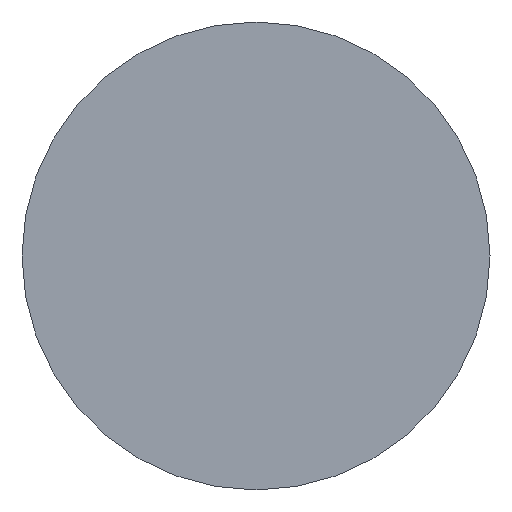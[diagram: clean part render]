
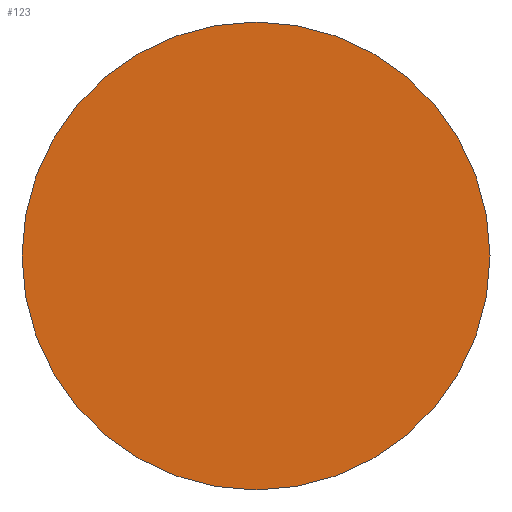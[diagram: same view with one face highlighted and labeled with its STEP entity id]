
A CAD part, left-side view. The second image highlights one B-rep face of the part: STEP entity #123.
In plain terms, the highlighted planar face has unit normal (-1, 0, 0).
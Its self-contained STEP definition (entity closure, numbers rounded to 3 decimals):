
#4 = AXIS2_PLACEMENT_3D ( 'NONE', #64, #78, #158 ) ;
#12 = CIRCLE ( 'NONE', #4, 5. ) ;
#14 = EDGE_CURVE ( 'NONE', #146, #37, #12, .T. ) ;
#20 = PLANE ( 'NONE',  #53 ) ;
#27 = CARTESIAN_POINT ( 'NONE',  ( 692.064, 238.275, 0. ) ) ;
#37 = VERTEX_POINT ( 'NONE', #27 ) ;
#45 = CARTESIAN_POINT ( 'NONE',  ( 692.064, 248.275, 0. ) ) ;
#53 = AXIS2_PLACEMENT_3D ( 'NONE', #126, #56, #119 ) ;
#56 = DIRECTION ( 'NONE',  ( -1., 0., 0. ) ) ;
#60 = DIRECTION ( 'NONE',  ( 1., 0., 0. ) ) ;
#64 = CARTESIAN_POINT ( 'NONE',  ( 692.064, 243.275, 0. ) ) ;
#65 = FACE_OUTER_BOUND ( 'NONE', #110, .T. ) ;
#75 = DIRECTION ( 'NONE',  ( 0., 1., 0. ) ) ;
#78 = DIRECTION ( 'NONE',  ( 1., 0., 0. ) ) ;
#79 = CIRCLE ( 'NONE', #147, 5. ) ;
#94 = ORIENTED_EDGE ( 'NONE', *, *, #157, .F. ) ;
#102 = ORIENTED_EDGE ( 'NONE', *, *, #14, .F. ) ;
#110 = EDGE_LOOP ( 'NONE', ( #102, #94 ) ) ;
#119 = DIRECTION ( 'NONE',  ( 0., -1., 0. ) ) ;
#123 = ADVANCED_FACE ( 'NONE', ( #65 ), #20, .T. ) ;
#126 = CARTESIAN_POINT ( 'NONE',  ( 692.064, 243.275, 0. ) ) ;
#146 = VERTEX_POINT ( 'NONE', #45 ) ;
#147 = AXIS2_PLACEMENT_3D ( 'NONE', #149, #60, #75 ) ;
#149 = CARTESIAN_POINT ( 'NONE',  ( 692.064, 243.275, 0. ) ) ;
#157 = EDGE_CURVE ( 'NONE', #37, #146, #79, .T. ) ;
#158 = DIRECTION ( 'NONE',  ( 0., 1., 0. ) ) ;
